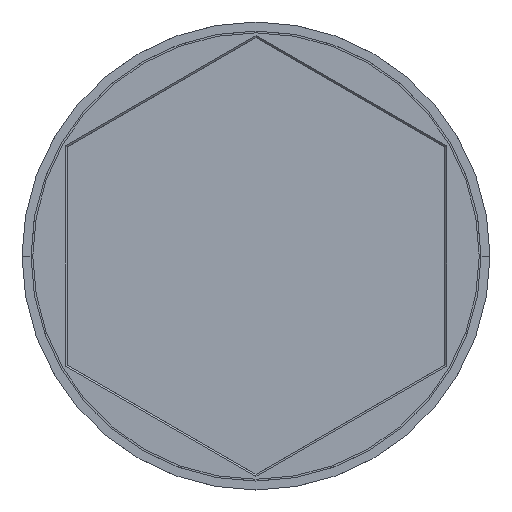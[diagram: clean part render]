
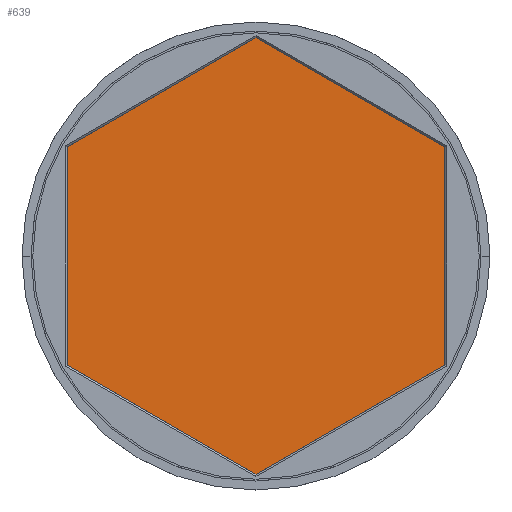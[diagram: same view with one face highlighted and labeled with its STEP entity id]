
A CAD part, top view. The second image highlights one B-rep face of the part: STEP entity #639.
In plain terms, the highlighted planar face has unit normal (0, 0, 1).
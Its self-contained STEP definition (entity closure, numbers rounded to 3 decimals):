
#56 = CARTESIAN_POINT ( 'NONE',  ( -10.5, -6.062, -2. ) ) ;
#65 = EDGE_CURVE ( 'NONE', #916, #1515, #1262, .T. ) ;
#76 = ORIENTED_EDGE ( 'NONE', *, *, #1210, .T. ) ;
#139 = VERTEX_POINT ( 'NONE', #1243 ) ;
#143 = CARTESIAN_POINT ( 'NONE',  ( 5.25, -9.093, -2. ) ) ;
#144 = DIRECTION ( 'NONE',  ( -0.866, -0.5, 0. ) ) ;
#146 = EDGE_CURVE ( 'NONE', #1515, #484, #748, .T. ) ;
#190 = VECTOR ( 'NONE', #1547, 1000. ) ;
#192 = CARTESIAN_POINT ( 'NONE',  ( -10.5, 0., -2. ) ) ;
#214 = DIRECTION ( 'NONE',  ( 0., 1., 0. ) ) ;
#237 = ORIENTED_EDGE ( 'NONE', *, *, #146, .T. ) ;
#265 = LINE ( 'NONE', #1225, #1344 ) ;
#290 = VECTOR ( 'NONE', #767, 1000. ) ;
#321 = ORIENTED_EDGE ( 'NONE', *, *, #65, .T. ) ;
#361 = EDGE_CURVE ( 'NONE', #484, #1082, #1323, .T. ) ;
#380 = CARTESIAN_POINT ( 'NONE',  ( 10.5, 6.062, -2. ) ) ;
#395 = FACE_OUTER_BOUND ( 'NONE', #943, .T. ) ;
#450 = ORIENTED_EDGE ( 'NONE', *, *, #851, .T. ) ;
#473 = EDGE_CURVE ( 'NONE', #668, #916, #919, .T. ) ;
#484 = VERTEX_POINT ( 'NONE', #1567 ) ;
#620 = CARTESIAN_POINT ( 'NONE',  ( 0., 0., -2. ) ) ;
#639 = ADVANCED_FACE ( 'NONE', ( #395 ), #1476, .T. ) ;
#668 = VERTEX_POINT ( 'NONE', #875 ) ;
#686 = DIRECTION ( 'NONE',  ( 1., 0., 0. ) ) ;
#687 = VECTOR ( 'NONE', #1249, 1000. ) ;
#748 = LINE ( 'NONE', #143, #687 ) ;
#761 = LINE ( 'NONE', #1536, #1572 ) ;
#767 = DIRECTION ( 'NONE',  ( 0.866, -0.5, 0. ) ) ;
#836 = DIRECTION ( 'NONE',  ( 0., 0., 1. ) ) ;
#851 = EDGE_CURVE ( 'NONE', #1082, #139, #761, .T. ) ;
#852 = VECTOR ( 'NONE', #214, 1000. ) ;
#875 = CARTESIAN_POINT ( 'NONE',  ( -10.5, 6.062, -2. ) ) ;
#896 = DIRECTION ( 'NONE',  ( -0.866, 0.5, 0. ) ) ;
#899 = AXIS2_PLACEMENT_3D ( 'NONE', #620, #836, #686 ) ;
#916 = VERTEX_POINT ( 'NONE', #56 ) ;
#919 = LINE ( 'NONE', #192, #190 ) ;
#942 = CARTESIAN_POINT ( 'NONE',  ( 10.5, 0., -2. ) ) ;
#943 = EDGE_LOOP ( 'NONE', ( #450, #76, #1246, #321, #237, #1331 ) ) ;
#1082 = VERTEX_POINT ( 'NONE', #380 ) ;
#1138 = CARTESIAN_POINT ( 'NONE',  ( -5.25, -9.093, -2. ) ) ;
#1210 = EDGE_CURVE ( 'NONE', #139, #668, #265, .T. ) ;
#1225 = CARTESIAN_POINT ( 'NONE',  ( -5.25, 9.093, -2. ) ) ;
#1243 = CARTESIAN_POINT ( 'NONE',  ( 0., 12.124, -2. ) ) ;
#1246 = ORIENTED_EDGE ( 'NONE', *, *, #473, .T. ) ;
#1249 = DIRECTION ( 'NONE',  ( 0.866, 0.5, 0. ) ) ;
#1262 = LINE ( 'NONE', #1138, #290 ) ;
#1323 = LINE ( 'NONE', #942, #852 ) ;
#1331 = ORIENTED_EDGE ( 'NONE', *, *, #361, .T. ) ;
#1344 = VECTOR ( 'NONE', #144, 1000. ) ;
#1476 = PLANE ( 'NONE',  #899 ) ;
#1515 = VERTEX_POINT ( 'NONE', #1566 ) ;
#1536 = CARTESIAN_POINT ( 'NONE',  ( 5.25, 9.093, -2. ) ) ;
#1547 = DIRECTION ( 'NONE',  ( 0., -1., 0. ) ) ;
#1566 = CARTESIAN_POINT ( 'NONE',  ( 0., -12.124, -2. ) ) ;
#1567 = CARTESIAN_POINT ( 'NONE',  ( 10.5, -6.062, -2. ) ) ;
#1572 = VECTOR ( 'NONE', #896, 1000. ) ;
